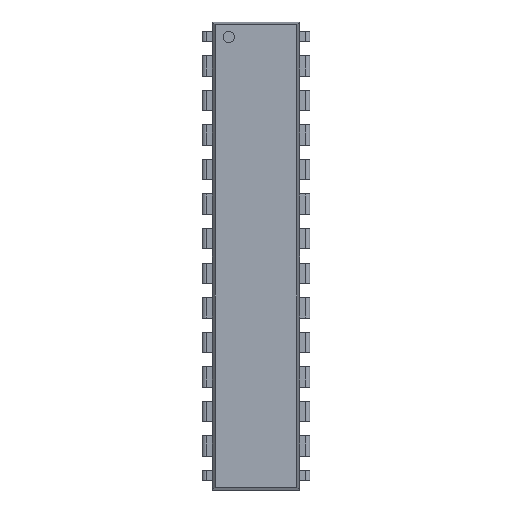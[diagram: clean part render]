
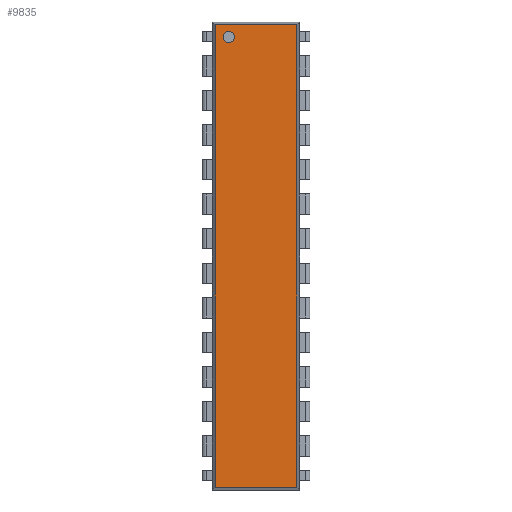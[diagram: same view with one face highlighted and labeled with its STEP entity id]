
A CAD part, top view. The second image highlights one B-rep face of the part: STEP entity #9835.
In plain terms, the highlighted planar face has unit normal (0, 0, 1).
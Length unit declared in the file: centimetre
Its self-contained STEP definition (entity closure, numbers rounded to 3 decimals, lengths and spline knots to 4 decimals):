
#644=CIRCLE('',#10415,0.0412);
#729=VERTEX_POINT('',#12538);
#730=VERTEX_POINT('',#12540);
#885=VERTEX_POINT('',#12876);
#886=VERTEX_POINT('',#12878);
#1633=VERTEX_POINT('',#15217);
#1676=VECTOR('',#10488,1.);
#1823=VECTOR('',#10682,1.);
#2904=VECTOR('',#12449,1.);
#2906=VECTOR('',#12452,1.);
#2944=LINE('',#12539,#1676);
#3091=LINE('',#12877,#1823);
#4172=LINE('',#15245,#2904);
#4174=LINE('',#15248,#2906);
#4216=EDGE_CURVE('',#729,#730,#2944,.T.);
#4398=EDGE_CURVE('',#885,#886,#3091,.T.);
#5568=EDGE_CURVE('',#1633,#1633,#644,.T.);
#5582=EDGE_CURVE('',#730,#885,#4172,.T.);
#5584=EDGE_CURVE('',#886,#729,#4174,.T.);
#8337=ORIENTED_EDGE('',*,*,#5568,.T.);
#8338=ORIENTED_EDGE('',*,*,#5582,.F.);
#8339=ORIENTED_EDGE('',*,*,#4216,.F.);
#8340=ORIENTED_EDGE('',*,*,#5584,.F.);
#8341=ORIENTED_EDGE('',*,*,#4398,.F.);
#8880=EDGE_LOOP('',(#8337));
#8881=EDGE_LOOP('',(#8338,#8339,#8340,#8341));
#9358=FACE_BOUND('',#8880,.T.);
#9359=FACE_BOUND('',#8881,.T.);
#9835=ADVANCED_FACE('',(#9358,#9359),#15669,.T.);
#10415=AXIS2_PLACEMENT_3D('',#15216,#12426,#12427);
#10425=AXIS2_PLACEMENT_3D('',#15249,#12453,$);
#10488=DIRECTION('',(0.,1.,0.));
#10682=DIRECTION('',(0.,-1.,0.));
#12426=DIRECTION('',(0.,0.,-1.));
#12427=DIRECTION('',(0.041,0.,0.));
#12449=DIRECTION('',(1.,0.,0.));
#12452=DIRECTION('',(-1.,0.,0.));
#12453=DIRECTION('',(0.,0.,1.));
#12538=CARTESIAN_POINT('',(-0.2996,-1.6996,0.32));
#12539=CARTESIAN_POINT('',(-0.2996,0.,0.32));
#12540=CARTESIAN_POINT('',(-0.2996,1.6996,0.32));
#12876=CARTESIAN_POINT('',(0.2996,1.6996,0.32));
#12877=CARTESIAN_POINT('',(0.2996,0.,0.32));
#12878=CARTESIAN_POINT('',(0.2996,-1.6996,0.32));
#15216=CARTESIAN_POINT('',(-0.2,1.61,0.32));
#15217=CARTESIAN_POINT('',(-0.1588,1.61,0.32));
#15245=CARTESIAN_POINT('',(0.,1.6996,0.32));
#15248=CARTESIAN_POINT('',(0.,-1.6996,0.32));
#15249=CARTESIAN_POINT('',(0.,0.,
0.32));
#15669=PLANE('',#10425);
